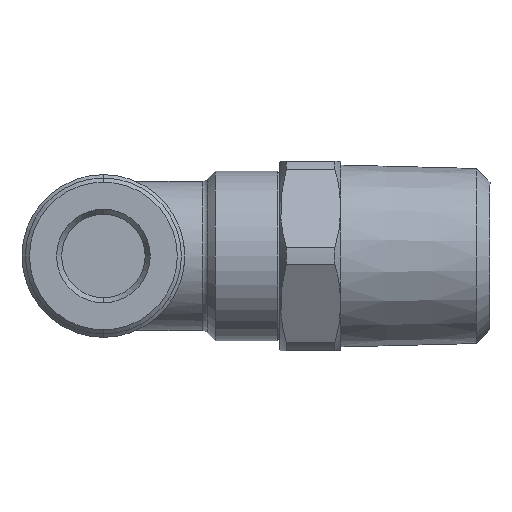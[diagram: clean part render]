
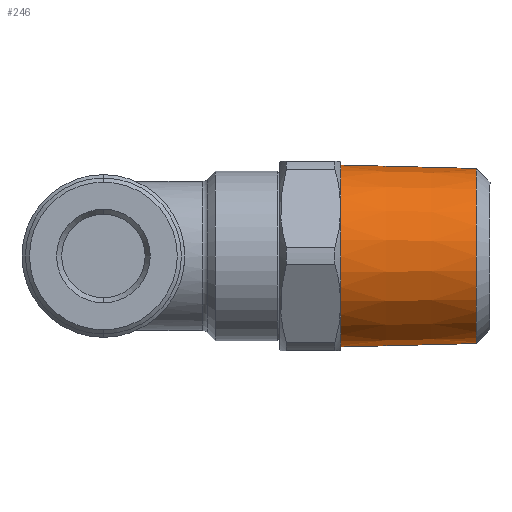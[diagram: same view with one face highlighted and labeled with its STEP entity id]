
A CAD part, left-side view. The second image highlights one B-rep face of the part: STEP entity #246.
In plain terms, the highlighted conical face has half-angle 1.47 degrees and reference radius 6.707 mm.
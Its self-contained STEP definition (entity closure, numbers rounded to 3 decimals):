
#233 = EDGE_CURVE ( 'NONE', #1143, #1114, #1199, .T. ) ;
#242 = EDGE_LOOP ( 'NONE', ( #268, #269, #264, #278 ) ) ;
#246 = ADVANCED_FACE ( 'NONE', ( #1251 ), #1245, .T. ) ;
#264 = ORIENTED_EDGE ( 'NONE', *, *, #1216, .T. ) ;
#268 = ORIENTED_EDGE ( 'NONE', *, *, #1194, .F. ) ;
#269 = ORIENTED_EDGE ( 'NONE', *, *, #233, .F. ) ;
#278 = ORIENTED_EDGE ( 'NONE', *, *, #279, .T. ) ;
#279 = EDGE_CURVE ( 'NONE', #1221, #1230, #1271, .T. ) ;
#1114 = VERTEX_POINT ( 'NONE', #2476 ) ;
#1143 = VERTEX_POINT ( 'NONE', #2485 ) ;
#1194 = EDGE_CURVE ( 'NONE', #1114, #1230, #2619, .T. ) ;
#1195 = DIRECTION ( 'NONE',  ( 0., 0., -1. ) ) ;
#1196 = DIRECTION ( 'NONE',  ( 0., -1., 0. ) ) ;
#1197 = CARTESIAN_POINT ( 'NONE',  ( 0., -27.5, 0. ) ) ;
#1198 = AXIS2_PLACEMENT_3D ( 'NONE', #1197, #1196, #1195 ) ;
#1199 = CIRCLE ( 'NONE', #1198, 6.45 ) ;
#1216 = EDGE_CURVE ( 'NONE', #1143, #1221, #2665, .T. ) ;
#1221 = VERTEX_POINT ( 'NONE', #2642 ) ;
#1230 = VERTEX_POINT ( 'NONE', #2692 ) ;
#1237 = DIRECTION ( 'NONE',  ( 0., 0., 1. ) ) ;
#1238 = DIRECTION ( 'NONE',  ( 0., 1., 0. ) ) ;
#1239 = AXIS2_PLACEMENT_3D ( 'NONE', #1244, #1238, #1237 ) ;
#1244 = CARTESIAN_POINT ( 'NONE',  ( 0., -17.5, 0. ) ) ;
#1245 = CONICAL_SURFACE ( 'NONE', #1239, 6.707, 0.026 ) ;
#1251 = FACE_OUTER_BOUND ( 'NONE', #242, .T. ) ;
#1267 = DIRECTION ( 'NONE',  ( 0., 0., -1. ) ) ;
#1268 = DIRECTION ( 'NONE',  ( 0., -1., 0. ) ) ;
#1269 = CARTESIAN_POINT ( 'NONE',  ( 0., -17.5, 0. ) ) ;
#1270 = AXIS2_PLACEMENT_3D ( 'NONE', #1269, #1268, #1267 ) ;
#1271 = CIRCLE ( 'NONE', #1270, 6.707 ) ;
#2476 = CARTESIAN_POINT ( 'NONE',  ( 0., -27.5, -6.45 ) ) ;
#2485 = CARTESIAN_POINT ( 'NONE',  ( 0., -27.5, 6.45 ) ) ;
#2610 = CARTESIAN_POINT ( 'NONE',  ( 0., -17.5, -6.707 ) ) ;
#2611 = VECTOR ( 'NONE', #2615, 1000. ) ;
#2615 = DIRECTION ( 'NONE',  ( 0., 1., -0.026 ) ) ;
#2619 = LINE ( 'NONE', #2610, #2611 ) ;
#2624 = DIRECTION ( 'NONE',  ( 0., 1., 0.026 ) ) ;
#2627 = CARTESIAN_POINT ( 'NONE',  ( 0., -17.5, 6.707 ) ) ;
#2629 = VECTOR ( 'NONE', #2624, 1000. ) ;
#2642 = CARTESIAN_POINT ( 'NONE',  ( 0., -17.5, 6.707 ) ) ;
#2665 = LINE ( 'NONE', #2627, #2629 ) ;
#2692 = CARTESIAN_POINT ( 'NONE',  ( 0., -17.5, -6.707 ) ) ;
